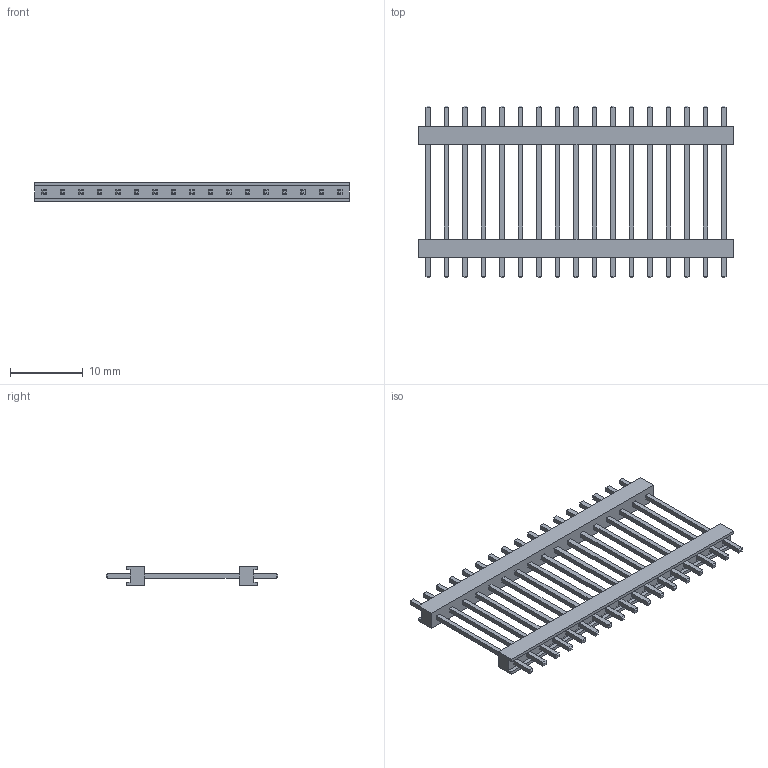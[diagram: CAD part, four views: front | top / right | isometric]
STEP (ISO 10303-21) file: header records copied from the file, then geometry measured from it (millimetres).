
FILE_DESCRIPTION(/* description */ ('STEP AP203'),/* implementation_level */ '2;1');
FILE_NAME(/* name */ 'DW-17-11-F-S-710',/* time_stamp */ '2022-11-13T22:54:30+01:00',/* author */ ('License CC BY-ND 4.0'),/* organization */ ('CADENAS'),/* preprocessor_version */ 'ST-DEVELOPER v18.102',/* originating_system */ 'PARTsolutions',/* authorisation */ ' ');
FILE_SCHEMA (('CONFIG_CONTROL_DESIGN'));
Length unit declared in the file: inch
Products named in the file (4): DW-17-11-F-S-710; ZW-17-11-G-S-710-110_top_body; ZW-17-11-G-S-710-110_pins; ZW-17-11-G-S-710-110bbody
Assembly tree (3 placements, depth 2):
  DW-17-11-F-S-710
    ZW-17-11-G-S-710-110_top_body
    ZW-17-11-G-S-710-110_pins
    ZW-17-11-G-S-710-110bbody
Bounding box: 43.18 x 23.62 x 2.54 mm (x, y, z)
Volume: 624.8 mm3; surface area: 2233.8 mm2
Topology: 3 solids, 3 shells, 430 faces, 1136 edges, 712 vertices
Faces by surface type: plane 430
Entity records: 13072 total; most frequent: CARTESIAN_POINT 2282, ORIENTED_EDGE 2272, DIRECTION 2004, EDGE_CURVE 1136, LINE 1136, VECTOR 1136, VERTEX_POINT 712, EDGE_LOOP 498
